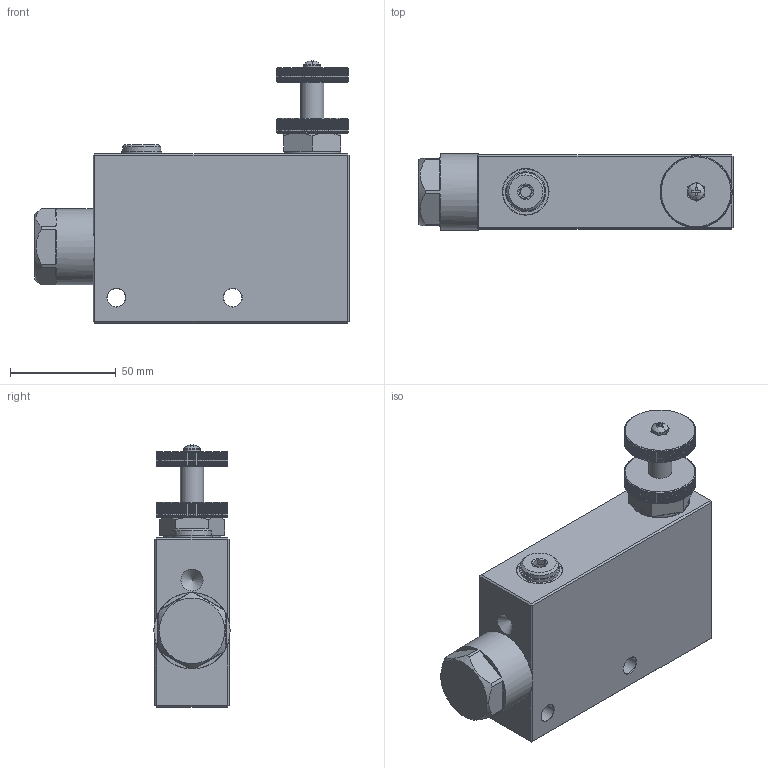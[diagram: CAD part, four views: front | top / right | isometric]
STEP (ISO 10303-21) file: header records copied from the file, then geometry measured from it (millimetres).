
FILE_DESCRIPTION(/* description */ ('Unknown'),/* implementation_level */ '2;1');
FILE_NAME(/* name */ 'V1070',/* time_stamp */ '2017-08-29T14:59:46+02:00',/* author */ ('Unknown'),/* organization */ ('Unknown'),/* preprocessor_version */ 'ST-DEVELOPER v16.7',/* originating_system */ 'DEX',/* authorisation */ $);
FILE_SCHEMA (('AUTOMOTIVE_DESIGN {1 0 10303 214 3 1 1}'));
Length unit declared in the file: millimetre
Products named in the file (1): V1070
Bounding box: 148.5 x 36 x 123.8 mm (x, y, z)
Volume: 357539.4 mm3; surface area: 55079.8 mm2
Topology: 12 solids, 12 shells, 813 faces, 2284 edges, 1496 vertices
Faces by surface type: plane 527, cylinder 229, cone 30, bspline 14, torus 13
Full cylindrical faces by diameter (mm): 3.242 x2, 4 x1, 8 x1, 8.5 x2, 9.5 x1, 9.917 x1, 11 x1, 11.8 x1, 13.5 x1, 18 x1, 19 x1, 22 x1, 26.5 x1, 27 x1, 28 x1, 30 x3, 36 x1
Entity records: 31059 total; most frequent: CARTESIAN_POINT 8830, ORIENTED_EDGE 4402, DIRECTION 3444, EDGE_CURVE 2201, VERTEX_POINT 1469, AXIS2_PLACEMENT_3D 1325, FACE_BOUND 884, EDGE_LOOP 882
